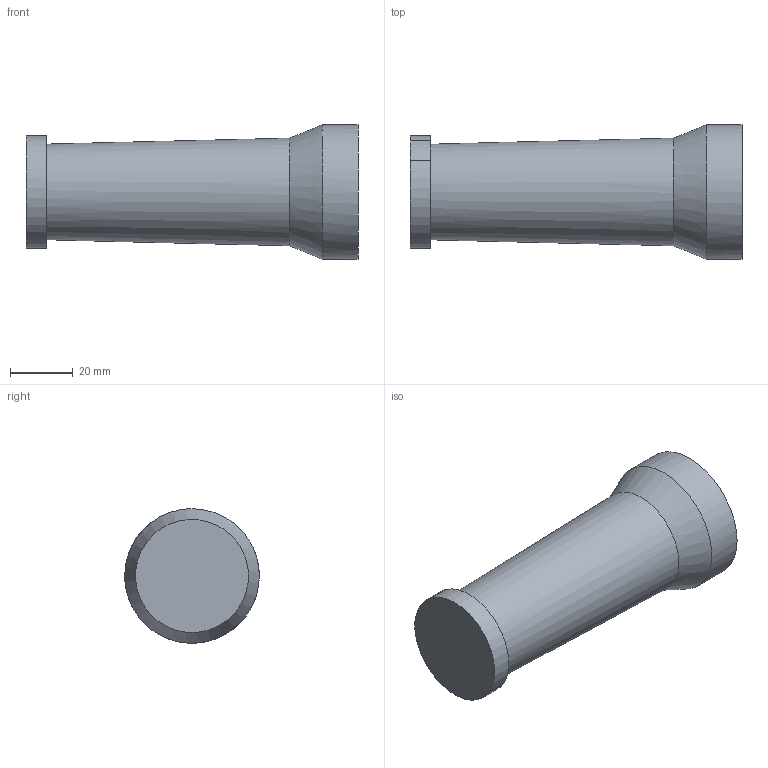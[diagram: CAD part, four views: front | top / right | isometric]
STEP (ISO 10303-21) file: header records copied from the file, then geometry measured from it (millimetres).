
FILE_DESCRIPTION(('STEP AP214'),'1');
FILE_NAME('22jm.stp','2019-05-31T00:30:11',(' '),(' '),'Spatial InterOp 3D',' ',' ');
FILE_SCHEMA(('automotive_design'));
Length unit declared in the file: millimetre
Products named in the file (1): 1
Bounding box: 105.64 x 42.81 x 42.81 mm (x, y, z)
Volume: 98844.4 mm3; surface area: 14241.9 mm2
Topology: 1 solids, 1 shells, 8 faces, 15 edges, 10 vertices
Faces by surface type: bspline 8
Entity records: 862 total; most frequent: CARTESIAN_POINT 737, ORIENTED_EDGE 20, DIRECTION 14, EDGE_LOOP 12, FACE_OUTER_BOUND 11, EDGE_CURVE 10, ADVANCED_FACE 8, VERTEX_POINT 8
